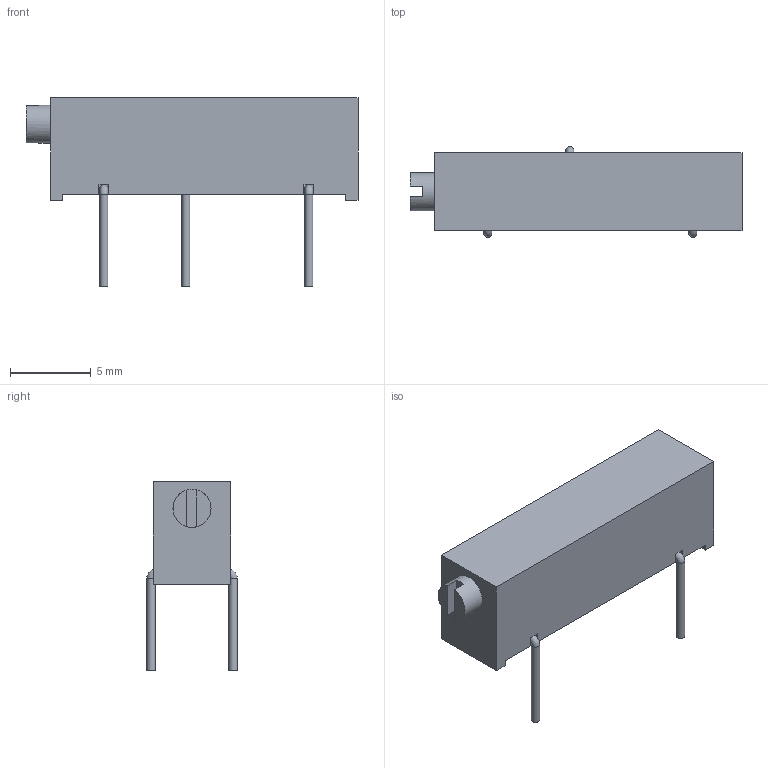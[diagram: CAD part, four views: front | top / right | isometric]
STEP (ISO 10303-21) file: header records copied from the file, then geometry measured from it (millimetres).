
FILE_DESCRIPTION(('FreeCAD Model'),'2;1');
FILE_NAME('Potentiometer_Bourns_3006W_Horizontal.step','2019-01-13T10:57:05',('kicad StepUp'),('ksu MCAD'), 'Open CASCADE STEP processor 7.3','FreeCAD','Unknown');
FILE_SCHEMA(('AUTOMOTIVE_DESIGN { 1 0 10303 214 1 1 1 1 }'));
Length unit declared in the file: millimetre
Products named in the file (1): Potentiometer_Bourns_3006W_Horizontal
Bounding box: 20.57 x 5.6 x 11.68 mm (x, y, z)
Volume: 561.3 mm3; surface area: 522.9 mm2
Topology: 2 solids, 2 shells, 38 faces, 93 edges, 62 vertices
Faces by surface type: plane 31, cylinder 4, torus 3
Full cylindrical faces by diameter (mm): 0.52 x3, 2.36 x1
Entity records: 1396 total; most frequent: CARTESIAN_POINT 194, DIRECTION 192, ORIENTED_EDGE 186, EDGE_CURVE 93, LINE 72, VECTOR 72, VERTEX_POINT 62, AXIS2_PLACEMENT_3D 60
